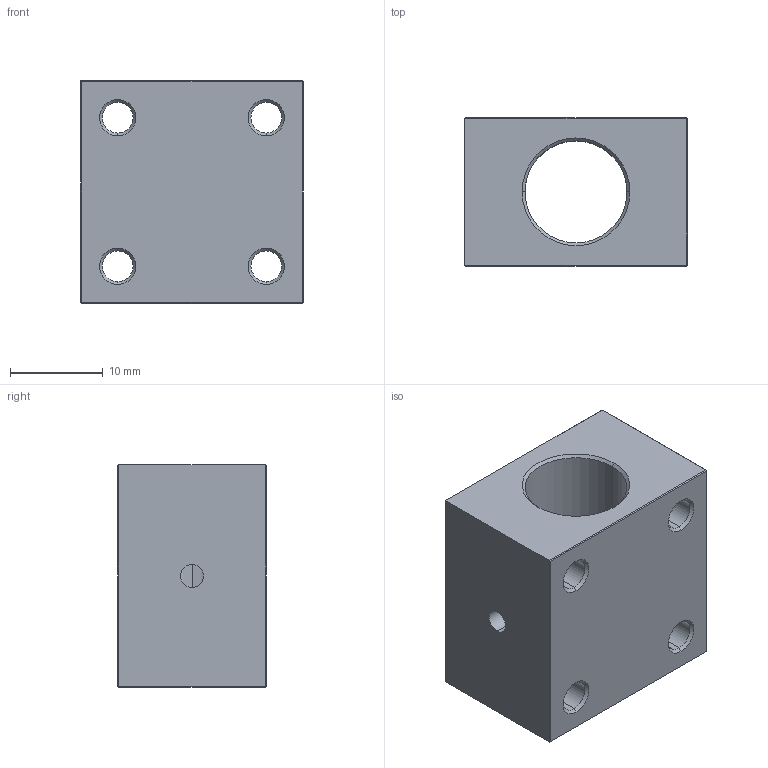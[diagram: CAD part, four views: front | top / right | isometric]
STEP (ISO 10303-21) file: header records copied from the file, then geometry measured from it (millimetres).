
FILE_DESCRIPTION (( 'STEP AP214' ), '1' );
FILE_NAME ('眻盄嫖粣賑輸24x24x16.step', '2016-10-28T04:17:56', ( 'dell' ), ( '' ), 'SwSTEP 2.0', 'SolidWorks 2013', '' );
FILE_SCHEMA (( 'AUTOMOTIVE_DESIGN' ));
Length unit declared in the file: millimetre
Products named in the file (1): 眻盄嫖粣賑輸24x24x16
Bounding box: 24 x 16 x 24 mm (x, y, z)
Volume: 6347.4 mm3; surface area: 3924.5 mm2
Topology: 1 solids, 1 shells, 55 faces, 120 edges, 66 vertices
Faces by surface type: plane 23, cone 20, cylinder 12
Entity records: 1662 total; most frequent: CARTESIAN_POINT 280, DIRECTION 272, ORIENTED_EDGE 240, EDGE_CURVE 120, AXIS2_PLACEMENT_3D 98, VECTOR 76, LINE 76, EDGE_LOOP 66
